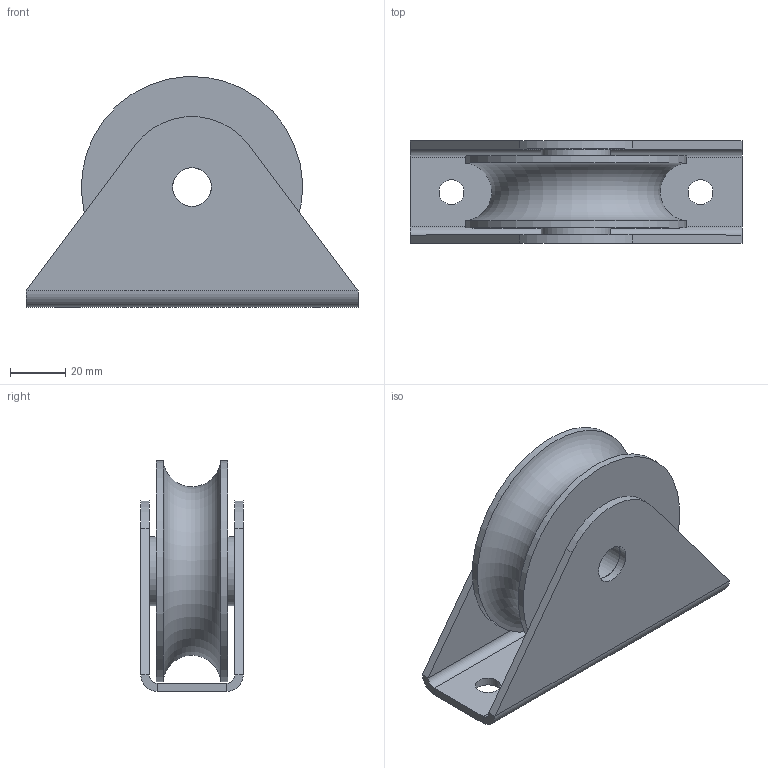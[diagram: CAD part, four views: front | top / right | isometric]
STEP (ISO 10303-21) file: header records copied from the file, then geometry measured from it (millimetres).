
FILE_DESCRIPTION(/* description */ ('Lamiera'),/* implementation_level */ '2;1');
FILE_NAME(/* name */ 'CRUCC0000003.stp',/* time_stamp */ '2018-11-06T11:19:53+01:00',/* author */ ('fzagni'),/* organization */ (''),/* preprocessor_version */ 'ST-DEVELOPER v16.1',/* originating_system */ 'Autodesk Inventor 2016',/* authorisation */ '');
FILE_SCHEMA (('AUTOMOTIVE_DESIGN { 1 0 10303 214 3 1 1 }'));
Length unit declared in the file: millimetre
Products named in the file (3): 3DSD002097; 3DSD002096; 24.182.00
Assembly tree (2 placements, depth 2):
  24.182.00
    3DSD002097
    3DSD002096
Bounding box: 120 x 37 x 83.45 mm (x, y, z)
Volume: 133944.2 mm3; surface area: 47795.3 mm2
Topology: 2 solids, 2 shells, 36 faces, 75 edges, 45 vertices
Faces by surface type: plane 20, cylinder 15, torus 1
Full cylindrical faces by diameter (mm): 9 x2, 14 x3, 25 x2, 80 x2
Entity records: 957 total; most frequent: DIRECTION 174, CARTESIAN_POINT 145, ORIENTED_EDGE 124, AXIS2_PLACEMENT_3D 71, EDGE_CURVE 62, EDGE_LOOP 58, VERTEX_POINT 42, FACE_OUTER_BOUND 36
